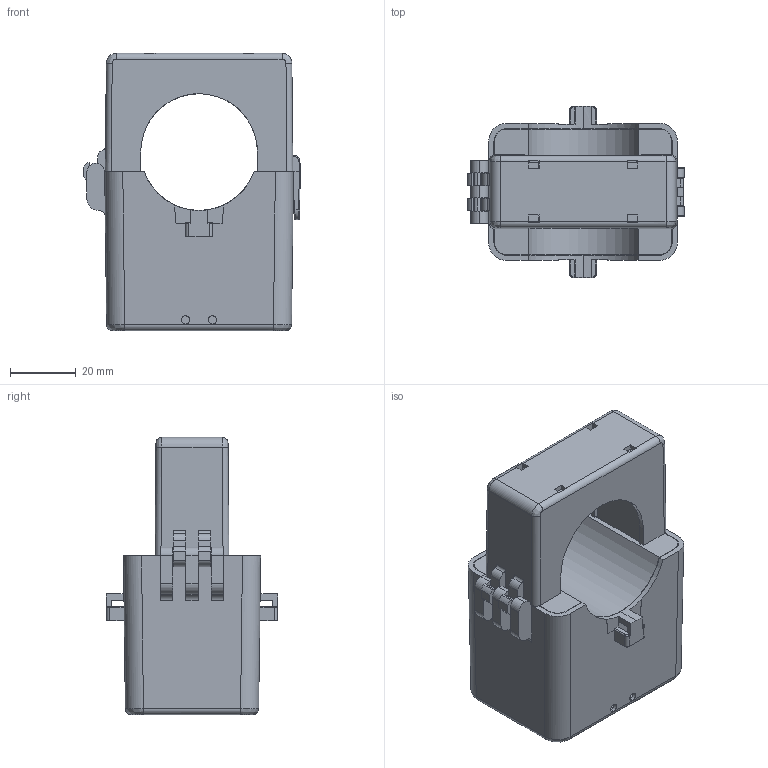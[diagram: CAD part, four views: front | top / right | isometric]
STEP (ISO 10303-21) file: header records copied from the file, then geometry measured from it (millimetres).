
FILE_DESCRIPTION (( 'STEP AP214' ), '1' );
FILE_NAME ('AcuCT-H138.STEP', '2025-12-02T17:53:42', ( '' ), ( '' ), 'SwSTEP 2.0', 'SolidWorks 2022', '' );
FILE_SCHEMA (( 'AUTOMOTIVE_DESIGN' ));
Length unit declared in the file: millimetre
Products named in the file (6): 5-10-01_____^AcuCT-H138(2)_AcuCT-H138; AcuCT-H138(2)^AcuCT-H138; 5-10-02_____^AcuCT-H138(2)_AcuCT-H138; 5-10-03_____^AcuCT-H138(2)_AcuCT-H138; AcuCT-H138; 681B-35-_________^AcuCT-H138(2)_AcuCT-H138
Assembly tree (5 placements, depth 3):
  AcuCT-H138
    AcuCT-H138(2)^AcuCT-H138
      5-10-03_____^AcuCT-H138(2)_AcuCT-H138
      681B-35-_________^AcuCT-H138(2)_AcuCT-H138
      5-10-02_____^AcuCT-H138(2)_AcuCT-H138
      5-10-01_____^AcuCT-H138(2)_AcuCT-H138
Bounding box: 65.9 x 52 x 84.3 mm (x, y, z)
Volume: 43248.9 mm3; surface area: 44661.3 mm2
Topology: 4 solids, 4 shells, 394 faces, 1099 edges, 701 vertices
Faces by surface type: plane 227, cylinder 129, cone 18, bspline 18, torus 2
Entity records: 13704 total; most frequent: CARTESIAN_POINT 3596, ORIENTED_EDGE 2198, DIRECTION 1937, EDGE_CURVE 1099, LINE 775, VECTOR 775, VERTEX_POINT 701, AXIS2_PLACEMENT_3D 581
